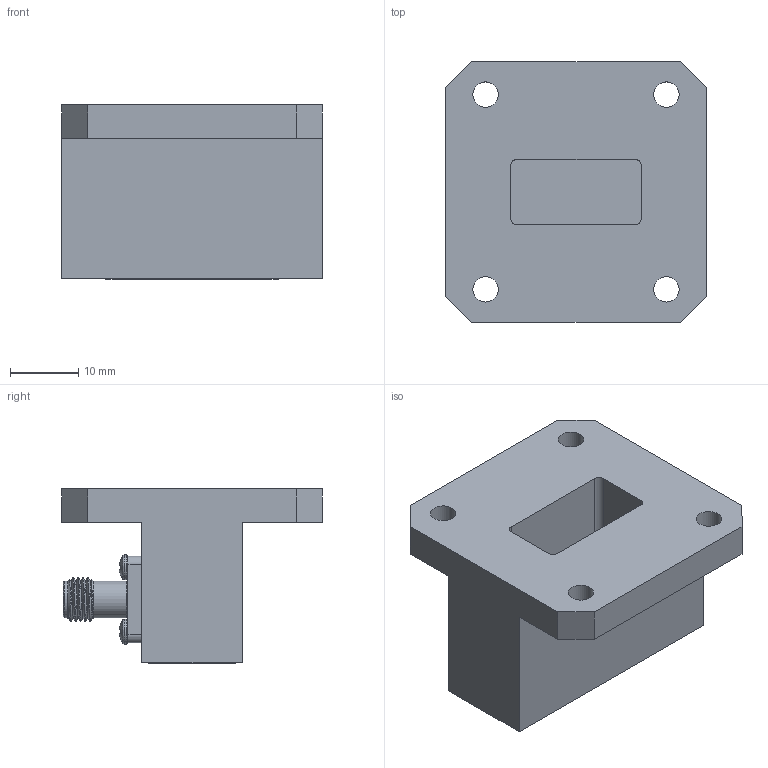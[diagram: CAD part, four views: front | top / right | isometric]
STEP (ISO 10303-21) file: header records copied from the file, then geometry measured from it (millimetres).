
FILE_DESCRIPTION (( 'STEP AP203' ), '1' );
FILE_NAME ('PE9819.step', '2020-04-01T16:20:15', ( '' ), ( '' ), 'SwSTEP 2.0', 'SolidWorks 2018', '' );
FILE_SCHEMA (( 'CONFIG_CONTROL_DESIGN' ));
Length unit declared in the file: inch
Products named in the file (1): PE9819
Bounding box: 38.1 x 38.1 x 25.45 mm (x, y, z)
Volume: 14622.3 mm3; surface area: 7786 mm2
Topology: 6 solids, 6 shells, 303 faces, 1031 edges, 803 vertices
Faces by surface type: plane 159, cylinder 87, cone 29, bspline 27, torus 1
Full cylindrical faces by diameter (mm): 1.016 x1, 1.27 x2, 1.524 x4, 3.616 x4, 3.708 x4, 4.597 x1, 5.359 x2
Entity records: 17188 total; most frequent: CARTESIAN_POINT 8957, ORIENTED_EDGE 1964, DIRECTION 1252, EDGE_CURVE 982, VERTEX_POINT 786, LINE 450, VECTOR 450, EDGE_LOOP 408
